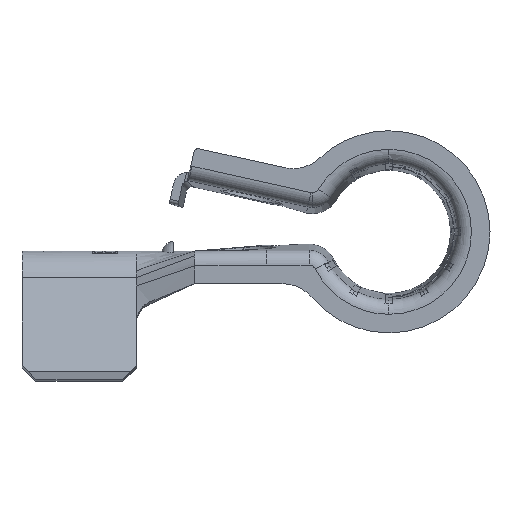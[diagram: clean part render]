
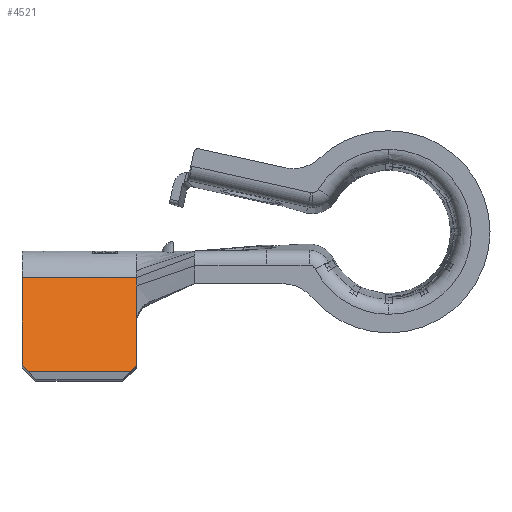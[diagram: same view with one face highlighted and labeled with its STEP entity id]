
A CAD part, front view. The second image highlights one B-rep face of the part: STEP entity #4521.
In plain terms, the highlighted planar face has unit normal (0, -0.951, 0.31).
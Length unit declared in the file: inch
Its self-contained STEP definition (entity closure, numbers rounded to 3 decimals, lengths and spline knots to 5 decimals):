
#24 = DIRECTION ( 'NONE',  ( -1., 0., 0. ) ) ;
#821 = LINE ( 'NONE', #5093, #8938 ) ;
#1129 = EDGE_CURVE ( 'NONE', #4640, #11167, #11706, .T. ) ;
#1673 = CARTESIAN_POINT ( 'NONE',  ( -1.28, -0.4704, -0.23208 ) ) ;
#1768 = ORIENTED_EDGE ( 'NONE', *, *, #6276, .T. ) ;
#2179 = VECTOR ( 'NONE', #5928, 39.37008 ) ;
#2249 = CARTESIAN_POINT ( 'NONE',  ( -1.86, -0.61539, -0.677 ) ) ;
#2436 = VECTOR ( 'NONE', #11803, 39.37008 ) ;
#2514 = VERTEX_POINT ( 'NONE', #12226 ) ;
#2540 = VECTOR ( 'NONE', #9832, 39.37008 ) ;
#2572 = CARTESIAN_POINT ( 'NONE',  ( -1.28, -0.61539, -0.677 ) ) ;
#2636 = EDGE_CURVE ( 'NONE', #10028, #7544, #10489, .T. ) ;
#3248 = CARTESIAN_POINT ( 'NONE',  ( -1.28, -0.61539, -0.677 ) ) ;
#3261 = VECTOR ( 'NONE', #9963, 39.37008 ) ;
#3330 = CARTESIAN_POINT ( 'NONE',  ( -1.28, -0.4704, -0.23208 ) ) ;
#3355 = EDGE_CURVE ( 'NONE', #4640, #7544, #11307, .T. ) ;
#3980 = DIRECTION ( 'NONE',  ( 0., -0.31, -0.951 ) ) ;
#4210 = VECTOR ( 'NONE', #13342, 39.37008 ) ;
#4490 = ORIENTED_EDGE ( 'NONE', *, *, #3355, .F. ) ;
#4521 = ADVANCED_FACE ( 'NONE', ( #5028 ), #9952, .F. ) ;
#4553 = LINE ( 'NONE', #6982, #4210 ) ;
#4640 = VERTEX_POINT ( 'NONE', #12380 ) ;
#4765 = EDGE_CURVE ( 'NONE', #5676, #2514, #13651, .T. ) ;
#5028 = FACE_OUTER_BOUND ( 'NONE', #13012, .T. ) ;
#5093 = CARTESIAN_POINT ( 'NONE',  ( -1.86, -0.4704, -0.23208 ) ) ;
#5188 = VECTOR ( 'NONE', #24, 39.37008 ) ;
#5676 = VERTEX_POINT ( 'NONE', #11396 ) ;
#5847 = DIRECTION ( 'NONE',  ( 0., 0.951, -0.31 ) ) ;
#5928 = DIRECTION ( 'NONE',  ( 0., -0.31, -0.951 ) ) ;
#6123 = EDGE_CURVE ( 'NONE', #5676, #6413, #10271, .T. ) ;
#6146 = CARTESIAN_POINT ( 'NONE',  ( -1.79, -0.63707, -0.74356 ) ) ;
#6276 = EDGE_CURVE ( 'NONE', #2514, #10028, #821, .T. ) ;
#6345 = ORIENTED_EDGE ( 'NONE', *, *, #11891, .F. ) ;
#6393 = CARTESIAN_POINT ( 'NONE',  ( -1.28, -0.4704, -0.23208 ) ) ;
#6413 = VERTEX_POINT ( 'NONE', #8495 ) ;
#6419 = CARTESIAN_POINT ( 'NONE',  ( -1.82897, -0.625, -0.7065 ) ) ;
#6639 = CARTESIAN_POINT ( 'NONE',  ( -1.28, -0.625, -0.7065 ) ) ;
#6982 = CARTESIAN_POINT ( 'NONE',  ( -1.28, -0.48428, -0.27468 ) ) ;
#7026 = VECTOR ( 'NONE', #13568, 39.37008 ) ;
#7185 = ORIENTED_EDGE ( 'NONE', *, *, #6123, .F. ) ;
#7544 = VERTEX_POINT ( 'NONE', #6419 ) ;
#7554 = AXIS2_PLACEMENT_3D ( 'NONE', #12197, #5847, #13254 ) ;
#8495 = CARTESIAN_POINT ( 'NONE',  ( -1.28, -0.48428, -0.27468 ) ) ;
#8814 = EDGE_CURVE ( 'NONE', #12814, #11167, #10536, .T. ) ;
#8938 = VECTOR ( 'NONE', #3980, 39.37008 ) ;
#9337 = ORIENTED_EDGE ( 'NONE', *, *, #2636, .T. ) ;
#9656 = ORIENTED_EDGE ( 'NONE', *, *, #4765, .T. ) ;
#9832 = DIRECTION ( 'NONE',  ( -1., 0., 0. ) ) ;
#9952 = PLANE ( 'NONE',  #7554 ) ;
#9963 = DIRECTION ( 'NONE',  ( 0.707, 0.219, 0.672 ) ) ;
#10028 = VERTEX_POINT ( 'NONE', #2249 ) ;
#10271 = LINE ( 'NONE', #1673, #2179 ) ;
#10489 = LINE ( 'NONE', #6146, #7026 ) ;
#10536 = LINE ( 'NONE', #3330, #2436 ) ;
#10951 = ORIENTED_EDGE ( 'NONE', *, *, #1129, .T. ) ;
#11167 = VERTEX_POINT ( 'NONE', #3248 ) ;
#11307 = LINE ( 'NONE', #6639, #2540 ) ;
#11396 = CARTESIAN_POINT ( 'NONE',  ( -1.28, -0.4704, -0.23208 ) ) ;
#11706 = LINE ( 'NONE', #2572, #3261 ) ;
#11803 = DIRECTION ( 'NONE',  ( 0., -0.31, -0.951 ) ) ;
#11891 = EDGE_CURVE ( 'NONE', #6413, #12814, #4553, .T. ) ;
#12197 = CARTESIAN_POINT ( 'NONE',  ( -1.28, -0.4704, -0.23208 ) ) ;
#12226 = CARTESIAN_POINT ( 'NONE',  ( -1.86, -0.4704, -0.23208 ) ) ;
#12380 = CARTESIAN_POINT ( 'NONE',  ( -1.31103, -0.625, -0.7065 ) ) ;
#12814 = VERTEX_POINT ( 'NONE', #13079 ) ;
#13012 = EDGE_LOOP ( 'NONE', ( #4490, #10951, #13457, #6345, #7185, #9656, #1768, #9337 ) ) ;
#13079 = CARTESIAN_POINT ( 'NONE',  ( -1.28, -0.54217, -0.45233 ) ) ;
#13254 = DIRECTION ( 'NONE',  ( 0., 0.31, 0.951 ) ) ;
#13342 = DIRECTION ( 'NONE',  ( 0., -0.31, -0.951 ) ) ;
#13457 = ORIENTED_EDGE ( 'NONE', *, *, #8814, .F. ) ;
#13568 = DIRECTION ( 'NONE',  ( 0.707, -0.219, -0.672 ) ) ;
#13651 = LINE ( 'NONE', #6393, #5188 ) ;
